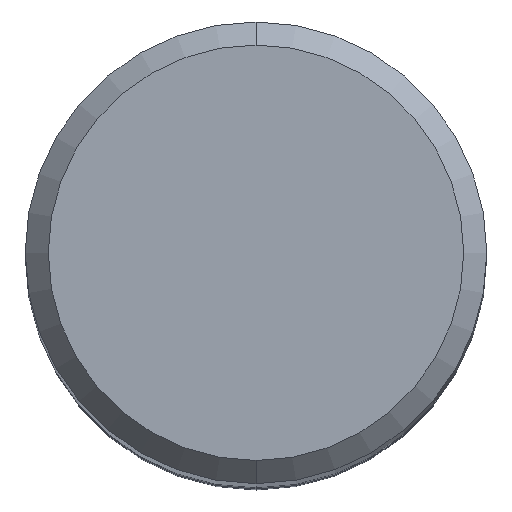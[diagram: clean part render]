
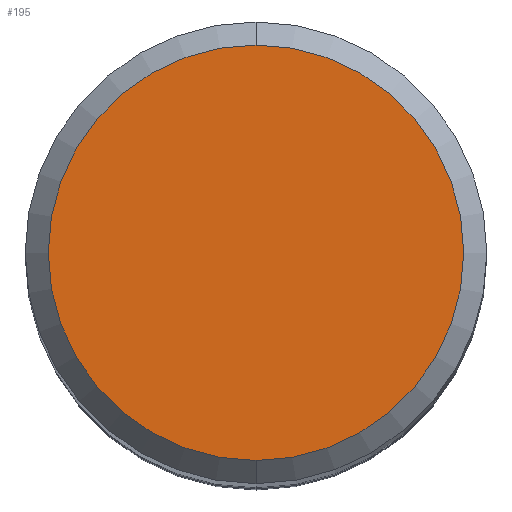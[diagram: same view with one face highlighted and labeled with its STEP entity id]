
A CAD part, top view. The second image highlights one B-rep face of the part: STEP entity #195.
In plain terms, the highlighted planar face has unit normal (0, 0, 1).
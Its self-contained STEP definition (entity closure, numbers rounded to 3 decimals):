
#149=VERTEX_POINT('',#385);
#187=EDGE_CURVE('',#149,#311,#427,.T.);
#195=ADVANCED_FACE('',(#435),#436,.T.);
#311=VERTEX_POINT('',#567);
#331=EDGE_CURVE('',#311,#149,#588,.T.);
#385=CARTESIAN_POINT('',(0.0,3.6,0.0));
#427=CIRCLE('',#695,3.6);
#435=FACE_OUTER_BOUND('',#707,.T.);
#436=PLANE('',#708);
#567=CARTESIAN_POINT('',(0.,-3.6,0.0));
#588=CIRCLE('',#905,3.6);
#695=AXIS2_PLACEMENT_3D('',#1013,#1014,#1015);
#707=EDGE_LOOP('',(#1024,#1025));
#708=AXIS2_PLACEMENT_3D('',#1026,#1027,#1028);
#905=AXIS2_PLACEMENT_3D('',#1217,#1218,#1219);
#1013=CARTESIAN_POINT('',(0.0,0.0,0.0));
#1014=DIRECTION('',(0.0,0.0,-1.0));
#1015=DIRECTION('',(0.0,1.0,0.0));
#1024=ORIENTED_EDGE('',*,*,#187,.F.);
#1025=ORIENTED_EDGE('',*,*,#331,.F.);
#1026=CARTESIAN_POINT('',(0.0,1.8,0.0));
#1027=DIRECTION('',(-0.0,0.0,1.0));
#1028=DIRECTION('',(0.0,-1.0,0.0));
#1217=CARTESIAN_POINT('',(0.0,0.0,0.0));
#1218=DIRECTION('',(0.0,0.0,-1.0));
#1219=DIRECTION('',(0.0,1.0,0.0));
